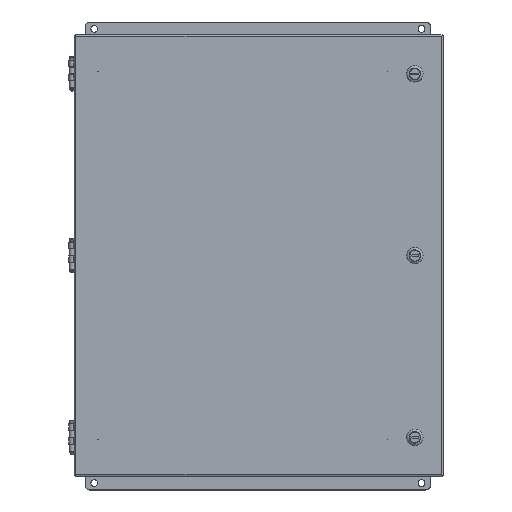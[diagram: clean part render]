
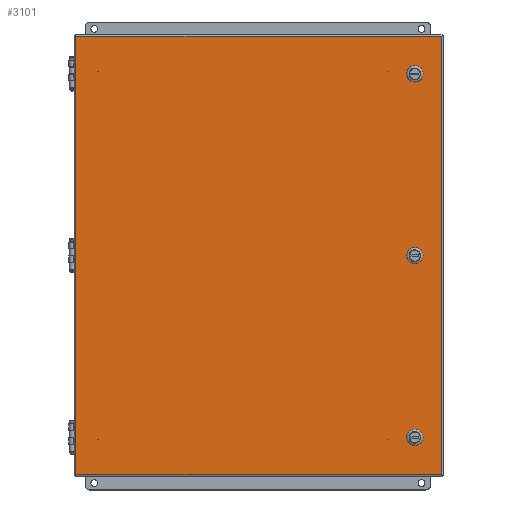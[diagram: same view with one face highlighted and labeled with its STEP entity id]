
A CAD part, top view. The second image highlights one B-rep face of the part: STEP entity #3101.
In plain terms, the highlighted face is planar.
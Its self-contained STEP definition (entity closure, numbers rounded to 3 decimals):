
#3101 = ADVANCED_FACE( '', ( #7709, #7710, #7711, #7712 ), #7713, .T. );
#7709 = FACE_BOUND( '', #16754, .T. );
#7710 = FACE_BOUND( '', #16755, .T. );
#7711 = FACE_BOUND( '', #16756, .T. );
#7712 = FACE_OUTER_BOUND( '', #16757, .T. );
#7713 = PLANE( '', #16758 );
#16754 = EDGE_LOOP( '', ( #50990, #50991, #50992, #50993 ) );
#16755 = EDGE_LOOP( '', ( #50994, #50995, #50996, #50997 ) );
#16756 = EDGE_LOOP( '', ( #50998, #50999, #51000, #51001 ) );
#16757 = EDGE_LOOP( '', ( #51002, #51003, #51004, #51005 ) );
#16758 = AXIS2_PLACEMENT_3D( '', #51006, #51007, #51008 );
#50990 = ORIENTED_EDGE( '', *, *, #71644, .F. );
#50991 = ORIENTED_EDGE( '', *, *, #71631, .F. );
#50992 = ORIENTED_EDGE( '', *, *, #71645, .F. );
#50993 = ORIENTED_EDGE( '', *, *, #71646, .F. );
#50994 = ORIENTED_EDGE( '', *, *, #71647, .F. );
#50995 = ORIENTED_EDGE( '', *, *, #71648, .F. );
#50996 = ORIENTED_EDGE( '', *, *, #71649, .F. );
#50997 = ORIENTED_EDGE( '', *, *, #71650, .F. );
#50998 = ORIENTED_EDGE( '', *, *, #71651, .F. );
#50999 = ORIENTED_EDGE( '', *, *, #71652, .F. );
#51000 = ORIENTED_EDGE( '', *, *, #71653, .F. );
#51001 = ORIENTED_EDGE( '', *, *, #71654, .F. );
#51002 = ORIENTED_EDGE( '', *, *, #71655, .T. );
#51003 = ORIENTED_EDGE( '', *, *, #71656, .F. );
#51004 = ORIENTED_EDGE( '', *, *, #71657, .T. );
#51005 = ORIENTED_EDGE( '', *, *, #71658, .T. );
#51006 = CARTESIAN_POINT( '', ( -257.81, 0., -308.61 ) );
#51007 = DIRECTION( '', ( 0., -1., 0. ) );
#51008 = DIRECTION( '', ( 0., 0., -1. ) );
#71631 = EDGE_CURVE( '', #79263, #79265, #79266, .T. );
#71644 = EDGE_CURVE( '', #79265, #79286, #79287, .T. );
#71645 = EDGE_CURVE( '', #79288, #79263, #79289, .T. );
#71646 = EDGE_CURVE( '', #79286, #79288, #79290, .T. );
#71647 = EDGE_CURVE( '', #79291, #79292, #79293, .T. );
#71648 = EDGE_CURVE( '', #79294, #79291, #79295, .T. );
#71649 = EDGE_CURVE( '', #79296, #79294, #79297, .T. );
#71650 = EDGE_CURVE( '', #79292, #79296, #79298, .T. );
#71651 = EDGE_CURVE( '', #79299, #79300, #79301, .T. );
#71652 = EDGE_CURVE( '', #79302, #79299, #79303, .T. );
#71653 = EDGE_CURVE( '', #79304, #79302, #79305, .T. );
#71654 = EDGE_CURVE( '', #79300, #79304, #79306, .T. );
#71655 = EDGE_CURVE( '', #79307, #79308, #79309, .T. );
#71656 = EDGE_CURVE( '', #79310, #79308, #79311, .T. );
#71657 = EDGE_CURVE( '', #79310, #79312, #79313, .T. );
#71658 = EDGE_CURVE( '', #79312, #79307, #79314, .T. );
#79263 = VERTEX_POINT( '', #91821 );
#79265 = VERTEX_POINT( '', #91824 );
#79266 = LINE( '', #91825, #91826 );
#79286 = VERTEX_POINT( '', #91859 );
#79287 = CIRCLE( '', #91860, 9.716 );
#79288 = VERTEX_POINT( '', #91861 );
#79289 = CIRCLE( '', #91862, 9.716 );
#79290 = LINE( '', #91863, #91864 );
#79291 = VERTEX_POINT( '', #91865 );
#79292 = VERTEX_POINT( '', #91866 );
#79293 = CIRCLE( '', #91867, 9.716 );
#79294 = VERTEX_POINT( '', #91868 );
#79295 = LINE( '', #91869, #91870 );
#79296 = VERTEX_POINT( '', #91871 );
#79297 = CIRCLE( '', #91872, 9.716 );
#79298 = LINE( '', #91873, #91874 );
#79299 = VERTEX_POINT( '', #91875 );
#79300 = VERTEX_POINT( '', #91876 );
#79301 = CIRCLE( '', #91877, 9.716 );
#79302 = VERTEX_POINT( '', #91878 );
#79303 = LINE( '', #91879, #91880 );
#79304 = VERTEX_POINT( '', #91881 );
#79305 = CIRCLE( '', #91882, 9.716 );
#79306 = LINE( '', #91883, #91884 );
#79307 = VERTEX_POINT( '', #91885 );
#79308 = VERTEX_POINT( '', #91886 );
#79309 = LINE( '', #91887, #91888 );
#79310 = VERTEX_POINT( '', #91889 );
#79311 = LINE( '', #91890, #91891 );
#79312 = VERTEX_POINT( '', #91892 );
#79313 = LINE( '', #91893, #91894 );
#79314 = LINE( '', #91895, #91896 );
#91821 = CARTESIAN_POINT( '', ( 226.441, 0., 248.678 ) );
#91824 = CARTESIAN_POINT( '', ( 226.441, 0., 259.322 ) );
#91825 = CARTESIAN_POINT( '', ( 226.441, 0., 259.322 ) );
#91826 = VECTOR( '', #114606, 1000. );
#91859 = CARTESIAN_POINT( '', ( 210.185, 0., 259.322 ) );
#91860 = AXIS2_PLACEMENT_3D( '', #114612, #114613, #114614 );
#91861 = CARTESIAN_POINT( '', ( 210.185, 0., 248.678 ) );
#91862 = AXIS2_PLACEMENT_3D( '', #114615, #114616, #114617 );
#91863 = CARTESIAN_POINT( '', ( 210.185, 0., 259.322 ) );
#91864 = VECTOR( '', #114618, 1000. );
#91865 = CARTESIAN_POINT( '', ( 226.441, 0., 5.322 ) );
#91866 = CARTESIAN_POINT( '', ( 210.185, 0., 5.322 ) );
#91867 = AXIS2_PLACEMENT_3D( '', #114619, #114620, #114621 );
#91868 = CARTESIAN_POINT( '', ( 226.441, 0., -5.322 ) );
#91869 = CARTESIAN_POINT( '', ( 226.441, 0., 5.322 ) );
#91870 = VECTOR( '', #114622, 1000. );
#91871 = CARTESIAN_POINT( '', ( 210.185, 0., -5.322 ) );
#91872 = AXIS2_PLACEMENT_3D( '', #114623, #114624, #114625 );
#91873 = CARTESIAN_POINT( '', ( 210.185, 0., 5.322 ) );
#91874 = VECTOR( '', #114626, 1000. );
#91875 = CARTESIAN_POINT( '', ( 226.441, 0., -248.678 ) );
#91876 = CARTESIAN_POINT( '', ( 210.185, 0., -248.678 ) );
#91877 = AXIS2_PLACEMENT_3D( '', #114627, #114628, #114629 );
#91878 = CARTESIAN_POINT( '', ( 226.441, 0., -259.322 ) );
#91879 = CARTESIAN_POINT( '', ( 226.441, 0., -248.678 ) );
#91880 = VECTOR( '', #114630, 1000. );
#91881 = CARTESIAN_POINT( '', ( 210.185, 0., -259.322 ) );
#91882 = AXIS2_PLACEMENT_3D( '', #114631, #114632, #114633 );
#91883 = CARTESIAN_POINT( '', ( 210.185, 0., -248.678 ) );
#91884 = VECTOR( '', #114634, 1000. );
#91885 = CARTESIAN_POINT( '', ( 255.473, 0., -306.273 ) );
#91886 = CARTESIAN_POINT( '', ( 255.473, 0., 306.273 ) );
#91887 = CARTESIAN_POINT( '', ( 255.473, 0., 306.273 ) );
#91888 = VECTOR( '', #114635, 1000. );
#91889 = CARTESIAN_POINT( '', ( -255.473, 0., 306.273 ) );
#91890 = CARTESIAN_POINT( '', ( -255.473, 0., 306.273 ) );
#91891 = VECTOR( '', #114636, 1000. );
#91892 = CARTESIAN_POINT( '', ( -255.473, 0., -306.273 ) );
#91893 = CARTESIAN_POINT( '', ( -255.473, 0., -308.61 ) );
#91894 = VECTOR( '', #114637, 1000. );
#91895 = CARTESIAN_POINT( '', ( 257.81, 0., -306.273 ) );
#91896 = VECTOR( '', #114638, 1000. );
#114606 = DIRECTION( '', ( 0., 0., 1. ) );
#114612 = CARTESIAN_POINT( '', ( 218.313, 0., 254. ) );
#114613 = DIRECTION( '', ( 0., -1., 0. ) );
#114614 = DIRECTION( '', ( 1., 0., 0. ) );
#114615 = CARTESIAN_POINT( '', ( 218.313, 0., 254. ) );
#114616 = DIRECTION( '', ( 0., -1., 0. ) );
#114617 = DIRECTION( '', ( 1., 0., 0. ) );
#114618 = DIRECTION( '', ( 0., 0., -1. ) );
#114619 = CARTESIAN_POINT( '', ( 218.313, 0., 0. ) );
#114620 = DIRECTION( '', ( 0., -1., 0. ) );
#114621 = DIRECTION( '', ( 1., 0., 0. ) );
#114622 = DIRECTION( '', ( 0., 0., 1. ) );
#114623 = CARTESIAN_POINT( '', ( 218.313, 0., 0. ) );
#114624 = DIRECTION( '', ( 0., -1., 0. ) );
#114625 = DIRECTION( '', ( 1., 0., 0. ) );
#114626 = DIRECTION( '', ( 0., 0., -1. ) );
#114627 = CARTESIAN_POINT( '', ( 218.313, 0., -254. ) );
#114628 = DIRECTION( '', ( 0., -1., 0. ) );
#114629 = DIRECTION( '', ( 1., 0., 0. ) );
#114630 = DIRECTION( '', ( 0., 0., 1. ) );
#114631 = CARTESIAN_POINT( '', ( 218.313, 0., -254. ) );
#114632 = DIRECTION( '', ( 0., -1., 0. ) );
#114633 = DIRECTION( '', ( 1., 0., 0. ) );
#114634 = DIRECTION( '', ( 0., 0., -1. ) );
#114635 = DIRECTION( '', ( 0., 0., 1. ) );
#114636 = DIRECTION( '', ( 1., 0., 0. ) );
#114637 = DIRECTION( '', ( 0., 0., -1. ) );
#114638 = DIRECTION( '', ( 1., 0., 0. ) );
